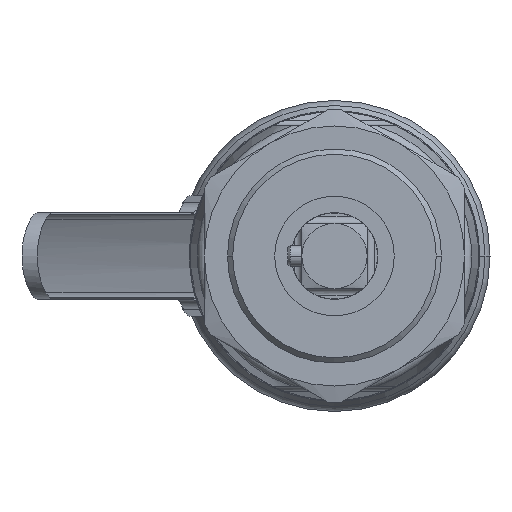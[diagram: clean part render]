
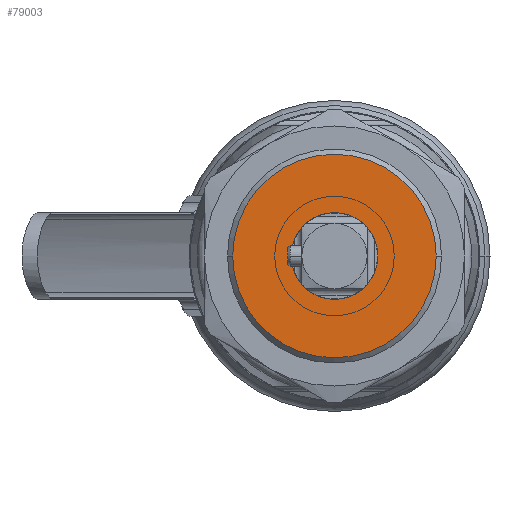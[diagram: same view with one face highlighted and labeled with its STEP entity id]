
A CAD part, left-side view. The second image highlights one B-rep face of the part: STEP entity #79003.
In plain terms, the highlighted planar face has unit normal (-1, 0, 0).
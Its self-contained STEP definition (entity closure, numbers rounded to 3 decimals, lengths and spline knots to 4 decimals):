
#12127=CARTESIAN_POINT('',(-7.7468,0.,0.));
#12128=DIRECTION('',(-1.,0.,0.));
#12129=DIRECTION('',(0.,1.,0.));
#12130=AXIS2_PLACEMENT_3D('',#12127,#12128,#12129);
#12132=CARTESIAN_POINT('',(-7.7468,0.,0.));
#12133=DIRECTION('',(-1.,0.,0.));
#12134=DIRECTION('',(0.,-1.,0.));
#12135=AXIS2_PLACEMENT_3D('',#12132,#12133,#12134);
#12137=CARTESIAN_POINT('',(-7.7468,0.,0.));
#12138=DIRECTION('',(1.,0.,0.));
#12139=DIRECTION('',(0.,1.,0.));
#12140=AXIS2_PLACEMENT_3D('',#12137,#12138,#12139);
#12147=CARTESIAN_POINT('',(-7.7468,0.,0.));
#12148=DIRECTION('',(1.,0.,0.));
#12149=DIRECTION('',(0.,-1.,0.));
#12150=AXIS2_PLACEMENT_3D('',#12147,#12148,#12149);
#67540=CARTESIAN_POINT('',(-7.7468,0.585,0.));
#67541=CARTESIAN_POINT('',(-7.7468,-0.585,0.));
#67542=VERTEX_POINT('',#67540);
#67543=VERTEX_POINT('',#67541);
#68275=CARTESIAN_POINT('',(-7.7468,0.2499,0.));
#68276=CARTESIAN_POINT('',(-7.7468,-0.2499,0.));
#68277=VERTEX_POINT('',#68275);
#68278=VERTEX_POINT('',#68276);
#78988=CARTESIAN_POINT('',(-7.7468,0.,0.));
#78989=DIRECTION('',(1.,0.,0.));
#78990=DIRECTION('',(0.,-1.,0.));
#78991=AXIS2_PLACEMENT_3D('',#78988,#78989,#78990);
#78992=PLANE('',#78991);
#78993=ORIENTED_EDGE('',*,*,#78968,.F.);
#78994=ORIENTED_EDGE('',*,*,#78982,.F.);
#78995=EDGE_LOOP('',(#78993,#78994));
#78996=FACE_OUTER_BOUND('',#78995,.F.);
#78998=ORIENTED_EDGE('',*,*,#78997,.F.);
#79000=ORIENTED_EDGE('',*,*,#78999,.F.);
#79001=EDGE_LOOP('',(#78998,#79000));
#79002=FACE_BOUND('',#79001,.F.);
#79003=ADVANCED_FACE('',(#78996,#79002),#78992,.F.);
#12131=CIRCLE('',#12130,0.585);
#12136=CIRCLE('',#12135,0.585);
#12141=CIRCLE('',#12140,0.2499);
#12151=CIRCLE('',#12150,0.2499);
#78968=EDGE_CURVE('',#67542,#67543,#12131,.T.);
#78982=EDGE_CURVE('',#67543,#67542,#12136,.T.);
#78997=EDGE_CURVE('',#68277,#68278,#12141,.T.);
#78999=EDGE_CURVE('',#68278,#68277,#12151,.T.);
